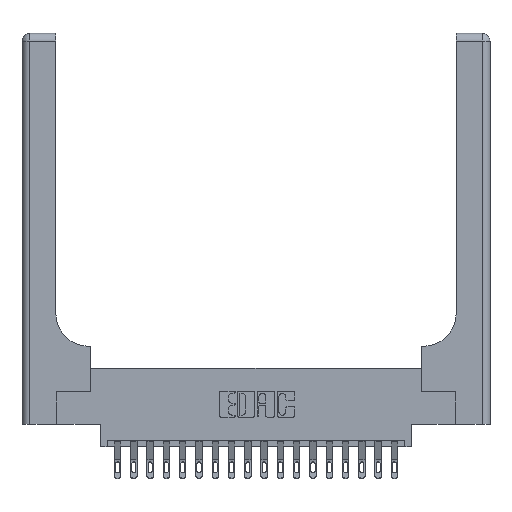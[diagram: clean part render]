
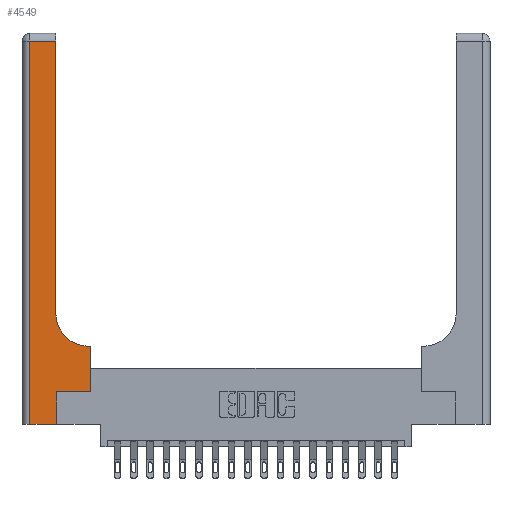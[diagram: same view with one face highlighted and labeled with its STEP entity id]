
A CAD part, top view. The second image highlights one B-rep face of the part: STEP entity #4549.
In plain terms, the highlighted planar face has unit normal (0, 0, 1).
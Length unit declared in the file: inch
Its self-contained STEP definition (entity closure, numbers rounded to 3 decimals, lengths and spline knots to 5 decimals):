
#25 = CARTESIAN_POINT ( 'NONE',  ( 0.26, 0.6, 0.37 ) ) ;
#46 = VECTOR ( 'NONE', #18011, 39.37008 ) ;
#125 = EDGE_CURVE ( 'NONE', #19704, #8263, #3757, .T. ) ;
#451 = DIRECTION ( 'NONE',  ( 1., 0., 0. ) ) ;
#860 = VERTEX_POINT ( 'NONE', #13599 ) ;
#1019 = CARTESIAN_POINT ( 'NONE',  ( 0.528, 0.25, 0.37 ) ) ;
#1097 = DIRECTION ( 'NONE',  ( 0., 1., 0. ) ) ;
#1545 = EDGE_CURVE ( 'NONE', #7664, #13254, #9896, .T. ) ;
#2084 = CARTESIAN_POINT ( 'NONE',  ( 0., 0., 0.37 ) ) ;
#2595 = LINE ( 'NONE', #14084, #5504 ) ;
#3308 = DIRECTION ( 'NONE',  ( 1., 0., 0. ) ) ;
#3757 = LINE ( 'NONE', #2084, #5247 ) ;
#4549 = ADVANCED_FACE ( 'NONE', ( #12841 ), #14561, .F. ) ;
#4567 = VECTOR ( 'NONE', #3308, 39.37008 ) ;
#4756 = CARTESIAN_POINT ( 'NONE',  ( 0.265, 0., 0.37 ) ) ;
#5247 = VECTOR ( 'NONE', #451, 39.37008 ) ;
#5504 = VECTOR ( 'NONE', #1097, 39.37008 ) ;
#6123 = ORIENTED_EDGE ( 'NONE', *, *, #16195, .T. ) ;
#6721 = CARTESIAN_POINT ( 'NONE',  ( 0.265, 0.25, 0.37 ) ) ;
#6891 = DIRECTION ( 'NONE',  ( 0., 0., -1. ) ) ;
#6959 = EDGE_LOOP ( 'NONE', ( #10190, #19268, #19785, #15290, #20735, #13617, #10587, #6123, #15769 ) ) ;
#6967 = VECTOR ( 'NONE', #19525, 39.37008 ) ;
#7664 = VERTEX_POINT ( 'NONE', #6721 ) ;
#7719 = VECTOR ( 'NONE', #13531, 39.37008 ) ;
#7774 = CARTESIAN_POINT ( 'NONE',  ( 0.06, 0., 0.37 ) ) ;
#8006 = CARTESIAN_POINT ( 'NONE',  ( 0.06, 3., 0.37 ) ) ;
#8263 = VERTEX_POINT ( 'NONE', #4756 ) ;
#8705 = DIRECTION ( 'NONE',  ( 1., 0., 0. ) ) ;
#9528 = DIRECTION ( 'NONE',  ( -1., 0., 0. ) ) ;
#9684 = LINE ( 'NONE', #16235, #46 ) ;
#9716 = EDGE_CURVE ( 'NONE', #19266, #17400, #9684, .T. ) ;
#9896 = LINE ( 'NONE', #14946, #4567 ) ;
#10190 = ORIENTED_EDGE ( 'NONE', *, *, #9716, .T. ) ;
#10485 = DIRECTION ( 'NONE',  ( 0., 1., 0. ) ) ;
#10587 = ORIENTED_EDGE ( 'NONE', *, *, #17217, .T. ) ;
#10659 = EDGE_CURVE ( 'NONE', #8263, #7664, #2595, .T. ) ;
#11343 = VECTOR ( 'NONE', #14537, 39.37008 ) ;
#11691 = EDGE_CURVE ( 'NONE', #860, #19704, #16167, .T. ) ;
#12018 = VERTEX_POINT ( 'NONE', #14622 ) ;
#12841 = FACE_OUTER_BOUND ( 'NONE', #6959, .T. ) ;
#13254 = VERTEX_POINT ( 'NONE', #17615 ) ;
#13531 = DIRECTION ( 'NONE',  ( -1., 0., 0. ) ) ;
#13599 = CARTESIAN_POINT ( 'NONE',  ( 0.06, 2.94, 0.37 ) ) ;
#13617 = ORIENTED_EDGE ( 'NONE', *, *, #1545, .T. ) ;
#13840 = AXIS2_PLACEMENT_3D ( 'NONE', #20949, #19450, #9528 ) ;
#14084 = CARTESIAN_POINT ( 'NONE',  ( 0.265, 0., 0.37 ) ) ;
#14537 = DIRECTION ( 'NONE',  ( 0., -1., 0. ) ) ;
#14561 = PLANE ( 'NONE',  #13840 ) ;
#14622 = CARTESIAN_POINT ( 'NONE',  ( 0.51, 0.6, 0.37 ) ) ;
#14946 = CARTESIAN_POINT ( 'NONE',  ( 0.265, 0.25, 0.37 ) ) ;
#15046 = CARTESIAN_POINT ( 'NONE',  ( 0., 2.94, 0.37 ) ) ;
#15290 = ORIENTED_EDGE ( 'NONE', *, *, #125, .T. ) ;
#15582 = VECTOR ( 'NONE', #10485, 39.37008 ) ;
#15769 = ORIENTED_EDGE ( 'NONE', *, *, #18061, .T. ) ;
#16167 = LINE ( 'NONE', #8006, #11343 ) ;
#16195 = EDGE_CURVE ( 'NONE', #16464, #12018, #16363, .T. ) ;
#16235 = CARTESIAN_POINT ( 'NONE',  ( 0.26, 3., 0.37 ) ) ;
#16363 = LINE ( 'NONE', #25, #6967 ) ;
#16402 = CARTESIAN_POINT ( 'NONE',  ( 0.26, 0.85, 0.37 ) ) ;
#16464 = VERTEX_POINT ( 'NONE', #19299 ) ;
#16873 = CARTESIAN_POINT ( 'NONE',  ( 0.51, 0.85, 0.37 ) ) ;
#16916 = LINE ( 'NONE', #1019, #15582 ) ;
#17083 = LINE ( 'NONE', #15046, #7719 ) ;
#17217 = EDGE_CURVE ( 'NONE', #13254, #16464, #16916, .T. ) ;
#17400 = VERTEX_POINT ( 'NONE', #20717 ) ;
#17615 = CARTESIAN_POINT ( 'NONE',  ( 0.528, 0.25, 0.37 ) ) ;
#18011 = DIRECTION ( 'NONE',  ( 0., 1., 0. ) ) ;
#18061 = EDGE_CURVE ( 'NONE', #12018, #19266, #18645, .T. ) ;
#18102 = EDGE_CURVE ( 'NONE', #17400, #860, #17083, .T. ) ;
#18645 = CIRCLE ( 'NONE', #20665, 0.25 ) ;
#19266 = VERTEX_POINT ( 'NONE', #16402 ) ;
#19268 = ORIENTED_EDGE ( 'NONE', *, *, #18102, .T. ) ;
#19299 = CARTESIAN_POINT ( 'NONE',  ( 0.528, 0.6, 0.37 ) ) ;
#19450 = DIRECTION ( 'NONE',  ( 0., 0., -1. ) ) ;
#19525 = DIRECTION ( 'NONE',  ( -1., 0., 0. ) ) ;
#19704 = VERTEX_POINT ( 'NONE', #7774 ) ;
#19785 = ORIENTED_EDGE ( 'NONE', *, *, #11691, .T. ) ;
#20665 = AXIS2_PLACEMENT_3D ( 'NONE', #16873, #6891, #8705 ) ;
#20717 = CARTESIAN_POINT ( 'NONE',  ( 0.26, 2.94, 0.37 ) ) ;
#20735 = ORIENTED_EDGE ( 'NONE', *, *, #10659, .T. ) ;
#20949 = CARTESIAN_POINT ( 'NONE',  ( 0., 3., 0.37 ) ) ;
